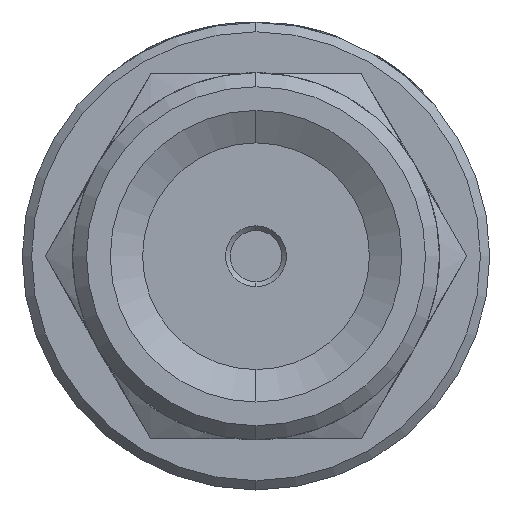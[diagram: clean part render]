
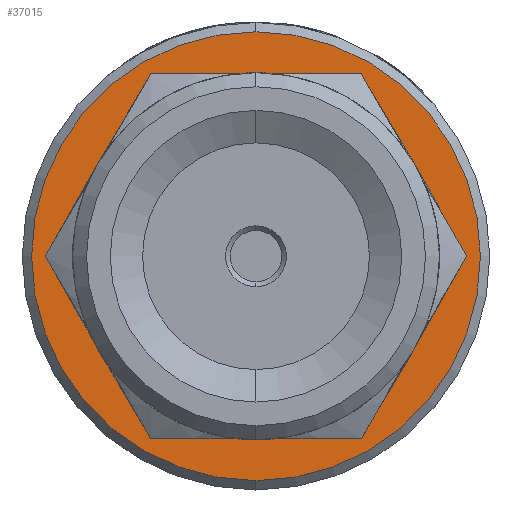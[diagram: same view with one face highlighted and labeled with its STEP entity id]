
A CAD part, left-side view. The second image highlights one B-rep face of the part: STEP entity #37015.
In plain terms, the highlighted planar face has unit normal (-1, 0, 0).
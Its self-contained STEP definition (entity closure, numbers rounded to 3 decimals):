
#665 = EDGE_LOOP ( 'NONE', ( #36274, #24845 ) ) ;
#1823 = CARTESIAN_POINT ( 'NONE',  ( 10.6, 0., -3.2 ) ) ;
#2306 = AXIS2_PLACEMENT_3D ( 'NONE', #26599, #19435, #6023 ) ;
#2632 = EDGE_CURVE ( 'NONE', #43527, #39400, #9712, .T. ) ;
#3714 = CARTESIAN_POINT ( 'NONE',  ( 10.6, 0., 0. ) ) ;
#4071 = PLANE ( 'NONE',  #32714 ) ;
#4229 = EDGE_CURVE ( 'NONE', #39400, #43527, #24276, .T. ) ;
#4343 = AXIS2_PLACEMENT_3D ( 'NONE', #3714, #7200, #14113 ) ;
#4692 = CARTESIAN_POINT ( 'NONE',  ( 10.6, 0., 0. ) ) ;
#6023 = DIRECTION ( 'NONE',  ( 0., 0., -1. ) ) ;
#7200 = DIRECTION ( 'NONE',  ( -1., 0., 0. ) ) ;
#8232 = FACE_OUTER_BOUND ( 'NONE', #10550, .T. ) ;
#9712 = CIRCLE ( 'NONE', #21560, 3.2 ) ;
#10550 = EDGE_LOOP ( 'NONE', ( #44334, #37450 ) ) ;
#11158 = CIRCLE ( 'NONE', #2306, 4.8 ) ;
#11607 = CARTESIAN_POINT ( 'NONE',  ( 10.6, 0., 0. ) ) ;
#13114 = AXIS2_PLACEMENT_3D ( 'NONE', #4692, #39405, #36405 ) ;
#14113 = DIRECTION ( 'NONE',  ( 0., 0., 1. ) ) ;
#16296 = DIRECTION ( 'NONE',  ( 0., 0., -1. ) ) ;
#18774 = DIRECTION ( 'NONE',  ( -1., 0., 0. ) ) ;
#19435 = DIRECTION ( 'NONE',  ( 1., 0., 0. ) ) ;
#21560 = AXIS2_PLACEMENT_3D ( 'NONE', #11607, #18774, #32914 ) ;
#23269 = CARTESIAN_POINT ( 'NONE',  ( 10.6, 0., -4.8 ) ) ;
#24276 = CIRCLE ( 'NONE', #4343, 3.2 ) ;
#24845 = ORIENTED_EDGE ( 'NONE', *, *, #2632, .F. ) ;
#26599 = CARTESIAN_POINT ( 'NONE',  ( 10.6, 0., 0. ) ) ;
#28240 = CARTESIAN_POINT ( 'NONE',  ( 10.6, 0., 3.2 ) ) ;
#29135 = VERTEX_POINT ( 'NONE', #44684 ) ;
#29960 = CARTESIAN_POINT ( 'NONE',  ( 10.6, 4.8, 0. ) ) ;
#30643 = DIRECTION ( 'NONE',  ( 1., 0., 0. ) ) ;
#32714 = AXIS2_PLACEMENT_3D ( 'NONE', #29960, #30643, #16296 ) ;
#32914 = DIRECTION ( 'NONE',  ( 0., 0., 1. ) ) ;
#34900 = EDGE_CURVE ( 'NONE', #29135, #40633, #11158, .T. ) ;
#36274 = ORIENTED_EDGE ( 'NONE', *, *, #4229, .F. ) ;
#36405 = DIRECTION ( 'NONE',  ( 0., 0., -1. ) ) ;
#37015 = ADVANCED_FACE ( 'NONE', ( #8232, #39474 ), #4071, .F. ) ;
#37450 = ORIENTED_EDGE ( 'NONE', *, *, #34900, .F. ) ;
#39400 = VERTEX_POINT ( 'NONE', #28240 ) ;
#39405 = DIRECTION ( 'NONE',  ( 1., 0., 0. ) ) ;
#39474 = FACE_BOUND ( 'NONE', #665, .T. ) ;
#40633 = VERTEX_POINT ( 'NONE', #23269 ) ;
#41172 = CIRCLE ( 'NONE', #13114, 4.8 ) ;
#43527 = VERTEX_POINT ( 'NONE', #1823 ) ;
#44334 = ORIENTED_EDGE ( 'NONE', *, *, #45455, .F. ) ;
#44684 = CARTESIAN_POINT ( 'NONE',  ( 10.6, 0., 4.8 ) ) ;
#45455 = EDGE_CURVE ( 'NONE', #40633, #29135, #41172, .T. ) ;
